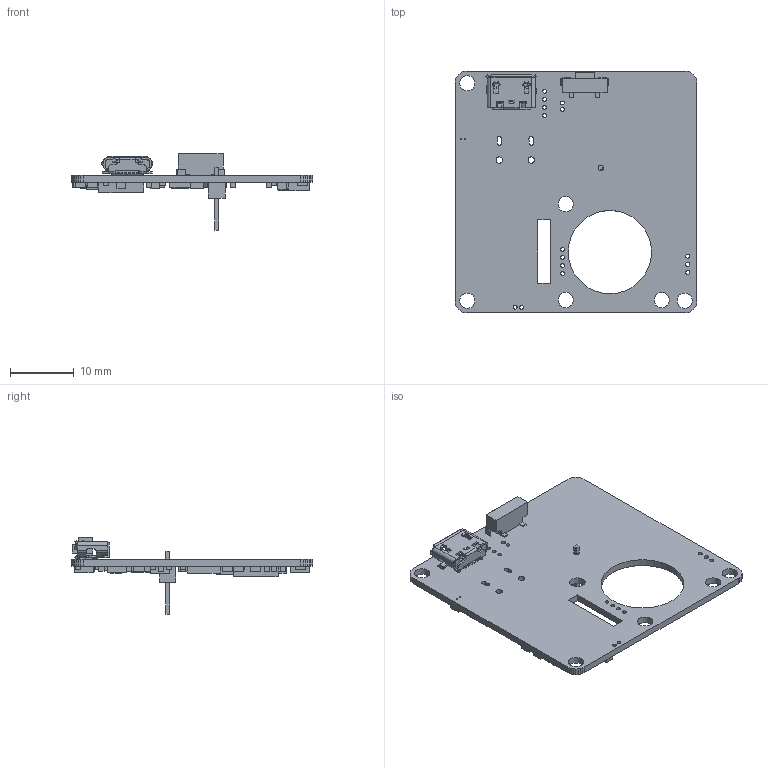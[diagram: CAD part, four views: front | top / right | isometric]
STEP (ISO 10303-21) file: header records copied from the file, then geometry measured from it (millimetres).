
FILE_DESCRIPTION(('Open CASCADE Model'),'2;1');
FILE_NAME('Open CASCADE Shape Model','2015-06-02T13:52:19',('Author'),( 'Open CASCADE'),'Open CASCADE STEP processor 6.2','Open CASCADE 6.2' ,'Unknown');
FILE_SCHEMA(('AUTOMOTIVE_DESIGN { 1 0 10303 214 1 1 1 1 }'));
Length unit declared in the file: millimetre
Products named in the file (113): PCB; Board; L3; 579616064; Extruded; BF1; 578910560; C1; 578884448; C2; C3; C4; 535467184; C5; C6; C7; C8; C9; C10; C11; C12; C13; C15; C16; C18; C19; C21; D1; 610444192; 610444064; 610443936; D2; 454570592; 610444320; 610444448; J3; 454560352; 454560480; 454559072; L1 ...
Assembly tree (149 placements, depth 4):
  PCB
    Board
    L3
      579616064
        Extruded
    BF1
      578910560
        Extruded
    C1
      578884448
        Extruded
    C2
      578884448
        Extruded
    C3
      578884448
        Extruded
    C4
      535467184
        Extruded
    C5
      535467184
        Extruded
    C6
      535467184
        Extruded
    C7
      578884448
        Extruded
    C8
      578884448
        Extruded
    C9
      535467184
        Extruded
    C10
      535467184
        Extruded
    C11
      535467184
        Extruded
    C12
      578884448
        Extruded
    C13
      535467184
        Extruded
    C15
      535467184
        Extruded
    C16
      535467184
        Extruded
    C18
      578884448
        Extruded
    C19
      578884448
        Extruded
    C21
Bounding box: 37.82 x 37.82 x 11.97 mm (x, y, z)
Volume: 1661.5 mm3; surface area: 3977.5 mm2
Topology: 65 solids, 65 shells, 910 faces, 2303 edges, 1520 vertices
Faces by surface type: plane 752, cylinder 158
Full cylindrical faces by diameter (mm): 0.2 x2, 0.6 x14, 0.65 x3, 0.7 x2, 0.813 x1, 1 x2, 2.4 x6, 13 x1
Entity records: 50335 total; most frequent: CARTESIAN_POINT 11384, DIRECTION 6833, LINE 4421, VECTOR 4421, ORIENTED_EDGE 3718, PCURVE 3718, DEFINITIONAL_REPRESENTATION 3718, EDGE_CURVE 1859
